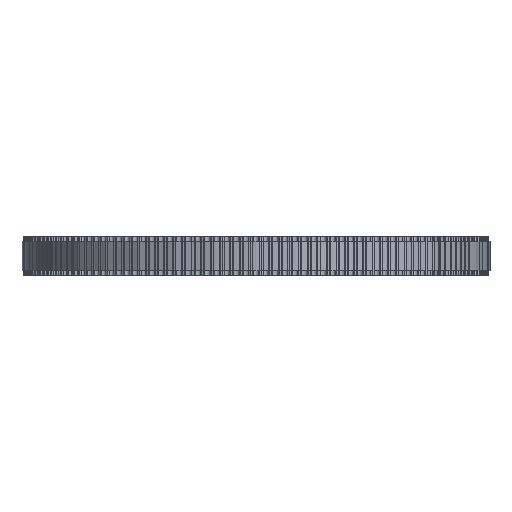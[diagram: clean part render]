
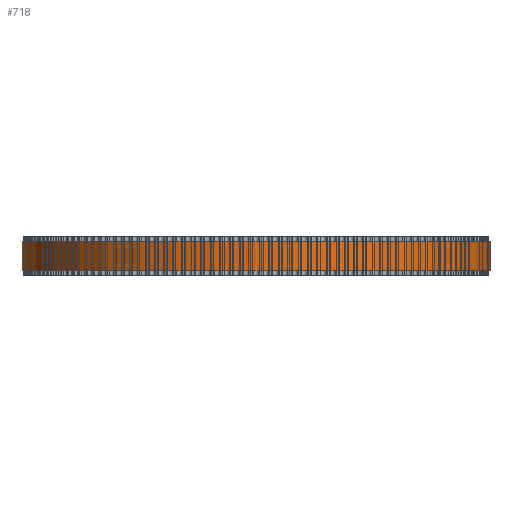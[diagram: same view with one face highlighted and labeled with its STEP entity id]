
A CAD part, front view. The second image highlights one B-rep face of the part: STEP entity #718.
In plain terms, the highlighted cylindrical face has radius 47.428 mm (diameter 94.856 mm), a full revolution.
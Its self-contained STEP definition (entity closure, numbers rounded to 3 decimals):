
#97=FACE_BOUND('',#2512,.T.);
#98=FACE_BOUND('',#2513,.T.);
#718=ADVANCED_FACE('',(#97,#98),#1315,.T.);
#1315=CYLINDRICAL_SURFACE('',#13255,47.428);
#2512=EDGE_LOOP('',(#7282));
#2513=EDGE_LOOP('',(#7283));
#7282=ORIENTED_EDGE('',*,*,#10266,.T.);
#7283=ORIENTED_EDGE('',*,*,#10267,.T.);
#8476=VERTEX_POINT('',#21020);
#8477=VERTEX_POINT('',#21022);
#10266=EDGE_CURVE('',#8476,#8476,#11460,.T.);
#10267=EDGE_CURVE('',#8477,#8477,#11461,.T.);
#11460=CIRCLE('',#13253,47.428);
#11461=CIRCLE('',#13254,47.428);
#13253=AXIS2_PLACEMENT_3D('',#21019,#17434,#17435);
#13254=AXIS2_PLACEMENT_3D('',#21021,#17436,#17437);
#13255=AXIS2_PLACEMENT_3D('',#21023,#17438,#17439);
#17434=DIRECTION('',(0.,0.,1.));
#17435=DIRECTION('',(1.,0.,0.));
#17436=DIRECTION('',(0.,0.,-1.));
#17437=DIRECTION('',(1.,0.,0.));
#17438=DIRECTION('',(0.,0.,1.));
#17439=DIRECTION('',(1.,0.,0.));
#21019=CARTESIAN_POINT('',(0.,0.,1.));
#21020=CARTESIAN_POINT('',(47.428,0.,1.));
#21021=CARTESIAN_POINT('',(0.,0.,7.));
#21022=CARTESIAN_POINT('',(47.428,0.,7.));
#21023=CARTESIAN_POINT('',(0.,0.,1.));
